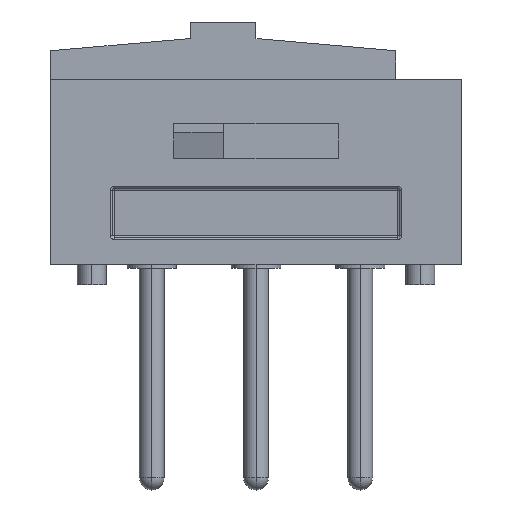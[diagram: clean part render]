
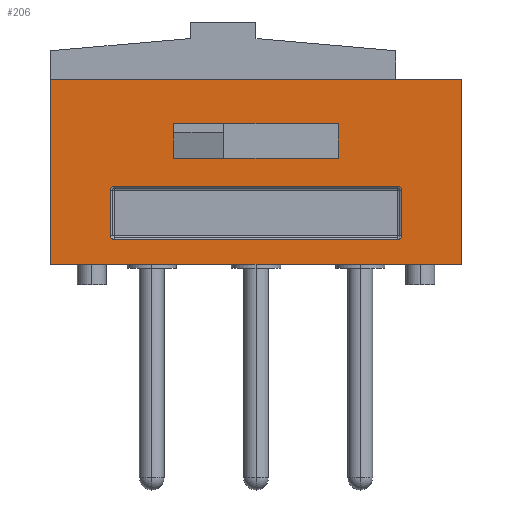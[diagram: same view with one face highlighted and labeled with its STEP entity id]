
A CAD part, top view. The second image highlights one B-rep face of the part: STEP entity #206.
In plain terms, the highlighted planar face has unit normal (0, 0, 1).
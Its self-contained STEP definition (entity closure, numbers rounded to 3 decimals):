
#23 = CARTESIAN_POINT ( 'NONE',  ( 2., 3.075, 1.25 ) ) ;
#24 = VECTOR ( 'NONE', #2920, 1000. ) ;
#53 = VECTOR ( 'NONE', #2535, 1000. ) ;
#73 = AXIS2_PLACEMENT_3D ( 'NONE', #453, #2972, #1941 ) ;
#89 = CARTESIAN_POINT ( 'NONE',  ( -2., 3.925, 1.25 ) ) ;
#113 = EDGE_CURVE ( 'NONE', #425, #2844, #275, .T. ) ;
#145 = CARTESIAN_POINT ( 'NONE',  ( -3.45, 2.3, 1.25 ) ) ;
#183 = DIRECTION ( 'NONE',  ( 0., 0., 1. ) ) ;
#206 = ADVANCED_FACE ( 'NONE', ( #292, #233, #1346 ), #395, .F. ) ;
#233 = FACE_BOUND ( 'NONE', #1742, .T. ) ;
#240 = LINE ( 'NONE', #3023, #1302 ) ;
#275 = LINE ( 'NONE', #1786, #1329 ) ;
#292 = FACE_OUTER_BOUND ( 'NONE', #1400, .T. ) ;
#329 = CARTESIAN_POINT ( 'NONE',  ( 0., 2.4, 1.25 ) ) ;
#352 = VECTOR ( 'NONE', #3114, 1000. ) ;
#395 = PLANE ( 'NONE',  #3135 ) ;
#425 = VERTEX_POINT ( 'NONE', #659 ) ;
#438 = VERTEX_POINT ( 'NONE', #89 ) ;
#440 = ORIENTED_EDGE ( 'NONE', *, *, #1211, .T. ) ;
#453 = CARTESIAN_POINT ( 'NONE',  ( 3.45, 2.3, 1.25 ) ) ;
#455 = ORIENTED_EDGE ( 'NONE', *, *, #1049, .F. ) ;
#456 = LINE ( 'NONE', #629, #352 ) ;
#465 = VERTEX_POINT ( 'NONE', #1521 ) ;
#470 = CARTESIAN_POINT ( 'NONE',  ( -3.45, 1.2, 1.25 ) ) ;
#494 = ORIENTED_EDGE ( 'NONE', *, *, #2839, .T. ) ;
#526 = CARTESIAN_POINT ( 'NONE',  ( -2., 3.075, 1.25 ) ) ;
#537 = EDGE_CURVE ( 'NONE', #2047, #465, #2108, .T. ) ;
#538 = ORIENTED_EDGE ( 'NONE', *, *, #2995, .T. ) ;
#629 = CARTESIAN_POINT ( 'NONE',  ( 2., 3.075, 1.25 ) ) ;
#630 = ORIENTED_EDGE ( 'NONE', *, *, #3165, .T. ) ;
#644 = CARTESIAN_POINT ( 'NONE',  ( -5., 0.5, 1.25 ) ) ;
#659 = CARTESIAN_POINT ( 'NONE',  ( -5., 5., 1.25 ) ) ;
#715 = ORIENTED_EDGE ( 'NONE', *, *, #1038, .F. ) ;
#753 = CARTESIAN_POINT ( 'NONE',  ( 3.45, 1.1, 1.25 ) ) ;
#774 = DIRECTION ( 'NONE',  ( 0., -1., 0. ) ) ;
#803 = DIRECTION ( 'NONE',  ( 0., 1., 0. ) ) ;
#812 = EDGE_CURVE ( 'NONE', #2727, #425, #1127, .T. ) ;
#861 = CIRCLE ( 'NONE', #2854, 0.1 ) ;
#880 = VERTEX_POINT ( 'NONE', #1639 ) ;
#890 = DIRECTION ( 'NONE',  ( -1., 0., 0. ) ) ;
#946 = DIRECTION ( 'NONE',  ( -1., 0., 0. ) ) ;
#963 = DIRECTION ( 'NONE',  ( -1., 0., 0. ) ) ;
#1038 = EDGE_CURVE ( 'NONE', #2532, #1424, #2347, .T. ) ;
#1049 = EDGE_CURVE ( 'NONE', #438, #1443, #1189, .T. ) ;
#1100 = CARTESIAN_POINT ( 'NONE',  ( -3.45, 1.1, 1.25 ) ) ;
#1127 = LINE ( 'NONE', #1502, #24 ) ;
#1128 = DIRECTION ( 'NONE',  ( 0., 0., -1. ) ) ;
#1169 = VERTEX_POINT ( 'NONE', #2169 ) ;
#1189 = LINE ( 'NONE', #2164, #2241 ) ;
#1195 = CARTESIAN_POINT ( 'NONE',  ( 5., 0.5, 1.25 ) ) ;
#1211 = EDGE_CURVE ( 'NONE', #2532, #1662, #240, .T. ) ;
#1212 = DIRECTION ( 'NONE',  ( -1., 0., 0. ) ) ;
#1259 = EDGE_CURVE ( 'NONE', #1169, #465, #2370, .T. ) ;
#1302 = VECTOR ( 'NONE', #1899, 1000. ) ;
#1329 = VECTOR ( 'NONE', #774, 1000. ) ;
#1346 = FACE_BOUND ( 'NONE', #2461, .T. ) ;
#1372 = LINE ( 'NONE', #1892, #2425 ) ;
#1388 = CARTESIAN_POINT ( 'NONE',  ( -3.55, 0., 1.25 ) ) ;
#1395 = AXIS2_PLACEMENT_3D ( 'NONE', #1649, #1963, #1212 ) ;
#1396 = ORIENTED_EDGE ( 'NONE', *, *, #1402, .F. ) ;
#1400 = EDGE_LOOP ( 'NONE', ( #630, #1871, #2812, #538 ) ) ;
#1402 = EDGE_CURVE ( 'NONE', #2687, #2537, #1405, .T. ) ;
#1405 = CIRCLE ( 'NONE', #73, 0.1 ) ;
#1424 = VERTEX_POINT ( 'NONE', #2193 ) ;
#1435 = ORIENTED_EDGE ( 'NONE', *, *, #537, .T. ) ;
#1443 = VERTEX_POINT ( 'NONE', #526 ) ;
#1502 = CARTESIAN_POINT ( 'NONE',  ( 5., 5., 1.25 ) ) ;
#1519 = ORIENTED_EDGE ( 'NONE', *, *, #1259, .F. ) ;
#1521 = CARTESIAN_POINT ( 'NONE',  ( -3.55, 2.3, 1.25 ) ) ;
#1550 = ORIENTED_EDGE ( 'NONE', *, *, #2255, .F. ) ;
#1588 = DIRECTION ( 'NONE',  ( 1., 0., 0. ) ) ;
#1639 = CARTESIAN_POINT ( 'NONE',  ( 2., 3.925, 1.25 ) ) ;
#1649 = CARTESIAN_POINT ( 'NONE',  ( 3.45, 1.2, 1.25 ) ) ;
#1659 = DIRECTION ( 'NONE',  ( 0., 1., 0. ) ) ;
#1662 = VERTEX_POINT ( 'NONE', #1100 ) ;
#1695 = VECTOR ( 'NONE', #3015, 1000. ) ;
#1696 = ORIENTED_EDGE ( 'NONE', *, *, #3026, .F. ) ;
#1702 = LINE ( 'NONE', #2780, #1695 ) ;
#1726 = DIRECTION ( 'NONE',  ( 0., -1., 0. ) ) ;
#1731 = ORIENTED_EDGE ( 'NONE', *, *, #2551, .F. ) ;
#1742 = EDGE_LOOP ( 'NONE', ( #1731, #2448, #1550, #455 ) ) ;
#1786 = CARTESIAN_POINT ( 'NONE',  ( -5., 5., 1.25 ) ) ;
#1788 = CARTESIAN_POINT ( 'NONE',  ( 5., 5., 1.25 ) ) ;
#1802 = LINE ( 'NONE', #2377, #2856 ) ;
#1805 = EDGE_CURVE ( 'NONE', #2706, #880, #456, .T. ) ;
#1818 = CARTESIAN_POINT ( 'NONE',  ( 3.45, 2.4, 1.25 ) ) ;
#1871 = ORIENTED_EDGE ( 'NONE', *, *, #812, .T. ) ;
#1892 = CARTESIAN_POINT ( 'NONE',  ( 5., 0.5, 1.25 ) ) ;
#1899 = DIRECTION ( 'NONE',  ( -1., 0., 0. ) ) ;
#1911 = LINE ( 'NONE', #2762, #3101 ) ;
#1941 = DIRECTION ( 'NONE',  ( -1., 0., 0. ) ) ;
#1963 = DIRECTION ( 'NONE',  ( 0., 0., 1. ) ) ;
#1983 = CARTESIAN_POINT ( 'NONE',  ( 5., 5., 1.25 ) ) ;
#2047 = VERTEX_POINT ( 'NONE', #2293 ) ;
#2073 = DIRECTION ( 'NONE',  ( -1., 0., 0. ) ) ;
#2093 = VECTOR ( 'NONE', #803, 1000. ) ;
#2108 = LINE ( 'NONE', #1388, #3132 ) ;
#2115 = DIRECTION ( 'NONE',  ( 1., 0., 0. ) ) ;
#2130 = DIRECTION ( 'NONE',  ( 0., 0., 1. ) ) ;
#2164 = CARTESIAN_POINT ( 'NONE',  ( -2., 3.075, 1.25 ) ) ;
#2169 = CARTESIAN_POINT ( 'NONE',  ( -3.45, 2.4, 1.25 ) ) ;
#2193 = CARTESIAN_POINT ( 'NONE',  ( 3.55, 1.2, 1.25 ) ) ;
#2211 = EDGE_CURVE ( 'NONE', #2687, #1424, #1702, .T. ) ;
#2241 = VECTOR ( 'NONE', #1726, 1000. ) ;
#2255 = EDGE_CURVE ( 'NONE', #1443, #2706, #1802, .T. ) ;
#2274 = CARTESIAN_POINT ( 'NONE',  ( 0., 0., 1.25 ) ) ;
#2293 = CARTESIAN_POINT ( 'NONE',  ( -3.55, 1.2, 1.25 ) ) ;
#2296 = LINE ( 'NONE', #329, #53 ) ;
#2347 = CIRCLE ( 'NONE', #1395, 0.1 ) ;
#2370 = CIRCLE ( 'NONE', #3097, 0.1 ) ;
#2377 = CARTESIAN_POINT ( 'NONE',  ( -2., 3.075, 1.25 ) ) ;
#2425 = VECTOR ( 'NONE', #2115, 1000. ) ;
#2448 = ORIENTED_EDGE ( 'NONE', *, *, #1805, .F. ) ;
#2461 = EDGE_LOOP ( 'NONE', ( #715, #440, #1696, #1435, #1519, #494, #1396, #2543 ) ) ;
#2532 = VERTEX_POINT ( 'NONE', #753 ) ;
#2535 = DIRECTION ( 'NONE',  ( 1., 0., 0. ) ) ;
#2537 = VERTEX_POINT ( 'NONE', #1818 ) ;
#2543 = ORIENTED_EDGE ( 'NONE', *, *, #2211, .T. ) ;
#2551 = EDGE_CURVE ( 'NONE', #880, #438, #1911, .T. ) ;
#2687 = VERTEX_POINT ( 'NONE', #2754 ) ;
#2706 = VERTEX_POINT ( 'NONE', #23 ) ;
#2727 = VERTEX_POINT ( 'NONE', #1983 ) ;
#2754 = CARTESIAN_POINT ( 'NONE',  ( 3.55, 2.3, 1.25 ) ) ;
#2762 = CARTESIAN_POINT ( 'NONE',  ( -2., 3.925, 1.25 ) ) ;
#2780 = CARTESIAN_POINT ( 'NONE',  ( 3.55, 0., 1.25 ) ) ;
#2812 = ORIENTED_EDGE ( 'NONE', *, *, #113, .T. ) ;
#2839 = EDGE_CURVE ( 'NONE', #1169, #2537, #2296, .T. ) ;
#2844 = VERTEX_POINT ( 'NONE', #644 ) ;
#2854 = AXIS2_PLACEMENT_3D ( 'NONE', #470, #183, #946 ) ;
#2856 = VECTOR ( 'NONE', #1588, 1000. ) ;
#2920 = DIRECTION ( 'NONE',  ( -1., 0., 0. ) ) ;
#2972 = DIRECTION ( 'NONE',  ( 0., 0., 1. ) ) ;
#2995 = EDGE_CURVE ( 'NONE', #2844, #3109, #1372, .T. ) ;
#3015 = DIRECTION ( 'NONE',  ( 0., -1., 0. ) ) ;
#3023 = CARTESIAN_POINT ( 'NONE',  ( 0., 1.1, 1.25 ) ) ;
#3026 = EDGE_CURVE ( 'NONE', #2047, #1662, #861, .T. ) ;
#3097 = AXIS2_PLACEMENT_3D ( 'NONE', #145, #2130, #890 ) ;
#3101 = VECTOR ( 'NONE', #963, 1000. ) ;
#3109 = VERTEX_POINT ( 'NONE', #1195 ) ;
#3114 = DIRECTION ( 'NONE',  ( 0., 1., 0. ) ) ;
#3132 = VECTOR ( 'NONE', #1659, 1000. ) ;
#3135 = AXIS2_PLACEMENT_3D ( 'NONE', #2274, #1128, #2073 ) ;
#3149 = LINE ( 'NONE', #1788, #2093 ) ;
#3165 = EDGE_CURVE ( 'NONE', #3109, #2727, #3149, .T. ) ;
